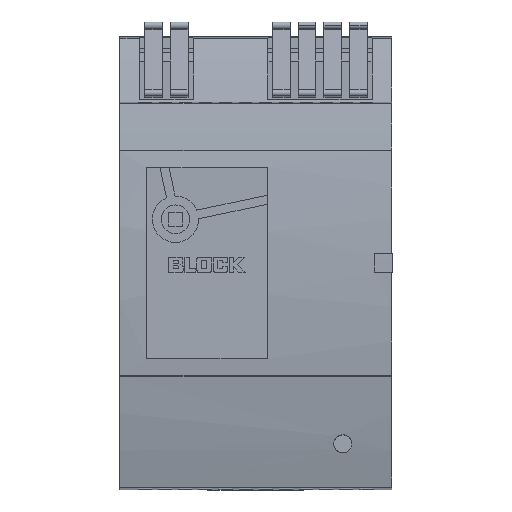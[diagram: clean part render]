
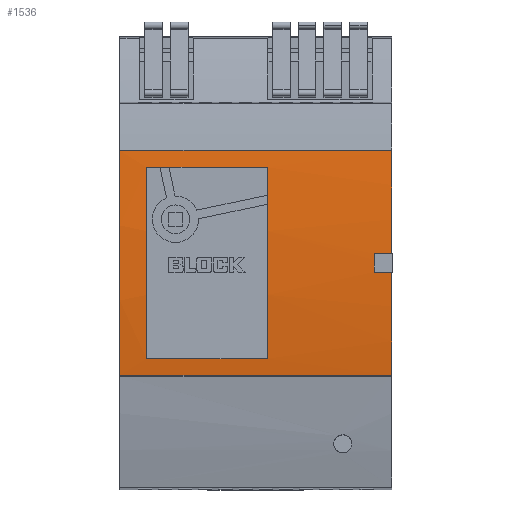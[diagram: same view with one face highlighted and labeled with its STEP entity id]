
A CAD part, top view. The second image highlights one B-rep face of the part: STEP entity #1536.
In plain terms, the highlighted cylindrical face has radius 192 mm (diameter 384 mm), a partial arc.
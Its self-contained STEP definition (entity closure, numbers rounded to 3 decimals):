
#44 = DIRECTION ( 'NONE',  ( 0., 0., -1. ) ) ;
#187 = ORIENTED_EDGE ( 'NONE', *, *, #7175, .F. ) ;
#628 = ORIENTED_EDGE ( 'NONE', *, *, #5658, .F. ) ;
#933 = VERTEX_POINT ( 'NONE', #3424 ) ;
#1010 = LINE ( 'NONE', #9683, #10467 ) ;
#1521 = CYLINDRICAL_SURFACE ( 'NONE', #4336, 192. ) ;
#1536 = ADVANCED_FACE ( 'NONE', ( #4723, #8723 ), #1521, .T. ) ;
#1618 = CIRCLE ( 'NONE', #9443, 192. ) ;
#1726 = VECTOR ( 'NONE', #11007, 1000. ) ;
#1778 = VERTEX_POINT ( 'NONE', #1867 ) ;
#1850 = EDGE_CURVE ( 'NONE', #2654, #11752, #2477, .T. ) ;
#1867 = CARTESIAN_POINT ( 'NONE',  ( 23.5, 1.8, 53.992 ) ) ;
#1878 = VECTOR ( 'NONE', #4010, 1000. ) ;
#1916 = CARTESIAN_POINT ( 'NONE',  ( -21.7, 0., -138. ) ) ;
#1920 = CIRCLE ( 'NONE', #5930, 192. ) ;
#1931 = VECTOR ( 'NONE', #4323, 1000. ) ;
#1970 = CARTESIAN_POINT ( 'NONE',  ( -21.7, -19., 53.058 ) ) ;
#2101 = CARTESIAN_POINT ( 'NONE',  ( 27., 0., -138. ) ) ;
#2195 = DIRECTION ( 'NONE',  ( -1., 0., 0. ) ) ;
#2289 = DIRECTION ( 'NONE',  ( 1., 0., 0. ) ) ;
#2342 = VECTOR ( 'NONE', #4106, 1000. ) ;
#2457 = DIRECTION ( 'NONE',  ( -1., 0., 0. ) ) ;
#2477 = CIRCLE ( 'NONE', #7750, 192. ) ;
#2654 = VERTEX_POINT ( 'NONE', #4408 ) ;
#3424 = CARTESIAN_POINT ( 'NONE',  ( 2.3, 19., 53.058 ) ) ;
#3437 = CARTESIAN_POINT ( 'NONE',  ( 23.5, -1.8, 53.992 ) ) ;
#3523 = VERTEX_POINT ( 'NONE', #10515 ) ;
#3556 = CARTESIAN_POINT ( 'NONE',  ( 27., 1.8, 53.992 ) ) ;
#3764 = ORIENTED_EDGE ( 'NONE', *, *, #9250, .T. ) ;
#4010 = DIRECTION ( 'NONE',  ( 1., 0., 0. ) ) ;
#4106 = DIRECTION ( 'NONE',  ( 1., 0., 0. ) ) ;
#4128 = EDGE_LOOP ( 'NONE', ( #187, #12035, #628, #6024, #12876, #3764, #9395, #11676 ) ) ;
#4187 = CARTESIAN_POINT ( 'NONE',  ( -27., 22.314, 52.699 ) ) ;
#4323 = DIRECTION ( 'NONE',  ( 1., 0., 0. ) ) ;
#4336 = AXIS2_PLACEMENT_3D ( 'NONE', #6335, #2289, #11423 ) ;
#4408 = CARTESIAN_POINT ( 'NONE',  ( -21.7, 19., 53.058 ) ) ;
#4455 = DIRECTION ( 'NONE',  ( -1., 0., 0. ) ) ;
#4544 = CARTESIAN_POINT ( 'NONE',  ( -27., 0., -138. ) ) ;
#4619 = VERTEX_POINT ( 'NONE', #10297 ) ;
#4723 = FACE_BOUND ( 'NONE', #6423, .T. ) ;
#4917 = DIRECTION ( 'NONE',  ( 1., 0., 0. ) ) ;
#5032 = VERTEX_POINT ( 'NONE', #7808 ) ;
#5192 = ORIENTED_EDGE ( 'NONE', *, *, #7775, .F. ) ;
#5658 = EDGE_CURVE ( 'NONE', #5784, #5032, #13257, .T. ) ;
#5726 = ORIENTED_EDGE ( 'NONE', *, *, #9599, .F. ) ;
#5784 = VERTEX_POINT ( 'NONE', #4187 ) ;
#5885 = CARTESIAN_POINT ( 'NONE',  ( -27., -1.8, 53.992 ) ) ;
#5930 = AXIS2_PLACEMENT_3D ( 'NONE', #11208, #5989, #6939 ) ;
#5932 = CIRCLE ( 'NONE', #7210, 192. ) ;
#5989 = DIRECTION ( 'NONE',  ( 1., 0., 0. ) ) ;
#6024 = ORIENTED_EDGE ( 'NONE', *, *, #7792, .F. ) ;
#6040 = LINE ( 'NONE', #6555, #1726 ) ;
#6335 = CARTESIAN_POINT ( 'NONE',  ( -27., 0., -138. ) ) ;
#6420 = DIRECTION ( 'NONE',  ( 0., -1., 0. ) ) ;
#6423 = EDGE_LOOP ( 'NONE', ( #12915, #5726, #5192, #10595 ) ) ;
#6466 = DIRECTION ( 'NONE',  ( -1., 0., 0. ) ) ;
#6549 = AXIS2_PLACEMENT_3D ( 'NONE', #10241, #11120, #44 ) ;
#6555 = CARTESIAN_POINT ( 'NONE',  ( -27., 19., 53.058 ) ) ;
#6585 = VERTEX_POINT ( 'NONE', #7595 ) ;
#6939 = DIRECTION ( 'NONE',  ( 0., 0., -1. ) ) ;
#6981 = VECTOR ( 'NONE', #10055, 1000. ) ;
#6990 = CIRCLE ( 'NONE', #6549, 192. ) ;
#7039 = CARTESIAN_POINT ( 'NONE',  ( -27., 22.314, 52.699 ) ) ;
#7050 = LINE ( 'NONE', #10451, #1931 ) ;
#7175 = EDGE_CURVE ( 'NONE', #8884, #1778, #1010, .T. ) ;
#7210 = AXIS2_PLACEMENT_3D ( 'NONE', #4544, #2457, #11733 ) ;
#7595 = CARTESIAN_POINT ( 'NONE',  ( 2.3, -19., 53.058 ) ) ;
#7750 = AXIS2_PLACEMENT_3D ( 'NONE', #1916, #4917, #12096 ) ;
#7775 = EDGE_CURVE ( 'NONE', #6585, #933, #1618, .T. ) ;
#7792 = EDGE_CURVE ( 'NONE', #4619, #5784, #5932, .T. ) ;
#7808 = CARTESIAN_POINT ( 'NONE',  ( 27., 22.314, 52.699 ) ) ;
#8312 = EDGE_CURVE ( 'NONE', #11752, #6585, #7050, .T. ) ;
#8596 = EDGE_CURVE ( 'NONE', #1778, #10040, #1920, .T. ) ;
#8723 = FACE_OUTER_BOUND ( 'NONE', #4128, .T. ) ;
#8884 = VERTEX_POINT ( 'NONE', #3556 ) ;
#9250 = EDGE_CURVE ( 'NONE', #12151, #3523, #12334, .T. ) ;
#9344 = DIRECTION ( 'NONE',  ( 0., 0., -1. ) ) ;
#9395 = ORIENTED_EDGE ( 'NONE', *, *, #10613, .F. ) ;
#9443 = AXIS2_PLACEMENT_3D ( 'NONE', #9647, #6466, #6420 ) ;
#9554 = LINE ( 'NONE', #13200, #1878 ) ;
#9599 = EDGE_CURVE ( 'NONE', #933, #2654, #6040, .T. ) ;
#9647 = CARTESIAN_POINT ( 'NONE',  ( 2.3, 0., -138. ) ) ;
#9683 = CARTESIAN_POINT ( 'NONE',  ( -27., 1.8, 53.992 ) ) ;
#10040 = VERTEX_POINT ( 'NONE', #3437 ) ;
#10055 = DIRECTION ( 'NONE',  ( 1., 0., 0. ) ) ;
#10241 = CARTESIAN_POINT ( 'NONE',  ( 27., 0., -138. ) ) ;
#10297 = CARTESIAN_POINT ( 'NONE',  ( -27., -22.314, 52.699 ) ) ;
#10451 = CARTESIAN_POINT ( 'NONE',  ( -27., -19., 53.058 ) ) ;
#10467 = VECTOR ( 'NONE', #4455, 1000. ) ;
#10515 = CARTESIAN_POINT ( 'NONE',  ( 27., -1.8, 53.992 ) ) ;
#10595 = ORIENTED_EDGE ( 'NONE', *, *, #8312, .F. ) ;
#10613 = EDGE_CURVE ( 'NONE', #10040, #3523, #11660, .T. ) ;
#11007 = DIRECTION ( 'NONE',  ( -1., 0., 0. ) ) ;
#11120 = DIRECTION ( 'NONE',  ( -1., 0., 0. ) ) ;
#11208 = CARTESIAN_POINT ( 'NONE',  ( 23.5, 0., -138. ) ) ;
#11423 = DIRECTION ( 'NONE',  ( 0., 0., -1. ) ) ;
#11660 = LINE ( 'NONE', #5885, #6981 ) ;
#11676 = ORIENTED_EDGE ( 'NONE', *, *, #8596, .F. ) ;
#11708 = EDGE_CURVE ( 'NONE', #8884, #5032, #6990, .T. ) ;
#11727 = EDGE_CURVE ( 'NONE', #4619, #12151, #9554, .T. ) ;
#11733 = DIRECTION ( 'NONE',  ( 0., 0., -1. ) ) ;
#11752 = VERTEX_POINT ( 'NONE', #1970 ) ;
#12035 = ORIENTED_EDGE ( 'NONE', *, *, #11708, .T. ) ;
#12096 = DIRECTION ( 'NONE',  ( 0., 1., 0. ) ) ;
#12151 = VERTEX_POINT ( 'NONE', #12875 ) ;
#12334 = CIRCLE ( 'NONE', #13189, 192. ) ;
#12875 = CARTESIAN_POINT ( 'NONE',  ( 27., -22.314, 52.699 ) ) ;
#12876 = ORIENTED_EDGE ( 'NONE', *, *, #11727, .T. ) ;
#12915 = ORIENTED_EDGE ( 'NONE', *, *, #1850, .F. ) ;
#13189 = AXIS2_PLACEMENT_3D ( 'NONE', #2101, #2195, #9344 ) ;
#13200 = CARTESIAN_POINT ( 'NONE',  ( -27., -22.314, 52.699 ) ) ;
#13257 = LINE ( 'NONE', #7039, #2342 ) ;
